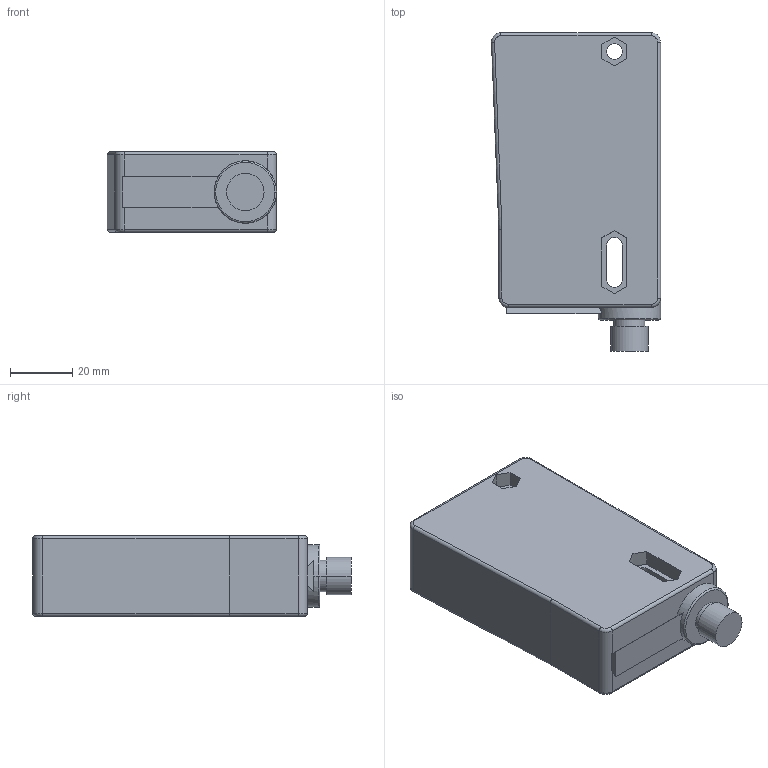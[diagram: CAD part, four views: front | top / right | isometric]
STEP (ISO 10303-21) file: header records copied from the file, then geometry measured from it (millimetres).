
FILE_DESCRIPTION((''),'2;1');
FILE_NAME('RL28_F400362A','2006-09-08T',('Pepperl+Fuchs'),('Industriehansa'),'PRO/ENGINEER BY PARAMETRIC TECHNOLOGY CORPORATION, 2005290','PRO/ENGINEER BY PARAMETRIC TECHNOLOGY CORPORATION, 2005290','');
FILE_SCHEMA(('AUTOMOTIVE_DESIGN_CC2 { 1 2 10303 214 -1 1 5 2 }'));
Length unit declared in the file: millimetre
Products named in the file (1): RL28_F400362A
Bounding box: 54.18 x 102 x 25.8 mm (x, y, z)
Volume: 118633.5 mm3; surface area: 18555.8 mm2
Topology: 1 solids, 1 shells, 80 faces, 211 edges, 155 vertices
Faces by surface type: plane 45, cylinder 25, torus 10
Entity records: 3272 total; most frequent: CARTESIAN_POINT 449, DIRECTION 423, ORIENTED_EDGE 388, PRESENTATION_STYLE_ASSIGNMENT 230, STYLED_ITEM 224, CURVE_STYLE 215, EDGE_CURVE 194, VECTOR 145
